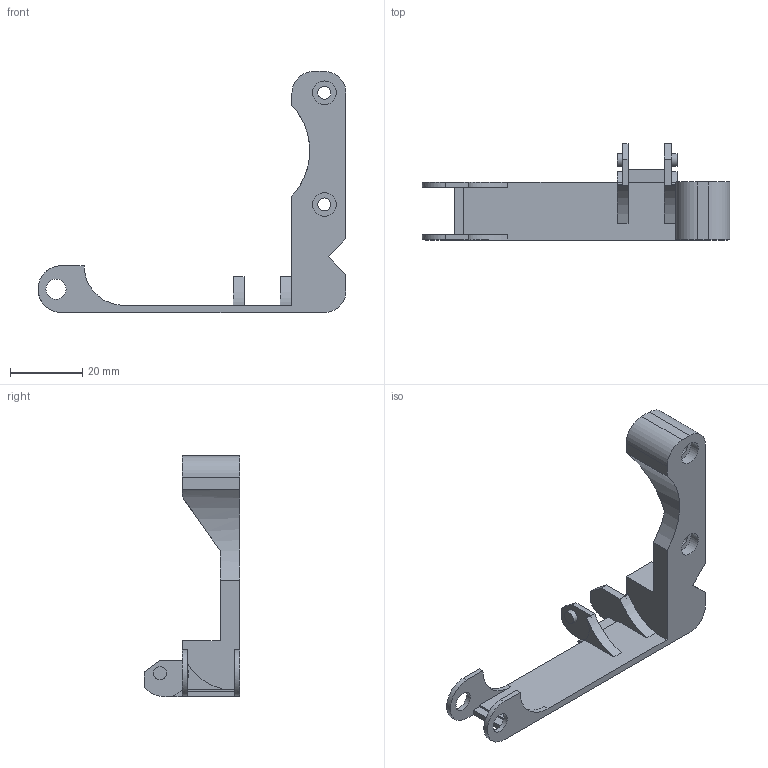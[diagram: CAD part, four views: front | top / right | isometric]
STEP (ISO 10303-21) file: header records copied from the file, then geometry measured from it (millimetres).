
FILE_DESCRIPTION(('FreeCAD Model'),'2;1');
FILE_NAME('x-axis-chain-cable-holder.stp','2014-11-10T20:09:47',('FreeCAD'),('FreeCAD'), 'Open CASCADE STEP processor 6.7','FreeCAD','Unknown');
FILE_SCHEMA(('AUTOMOTIVE_DESIGN_CC2 { 1 2 10303 214 -1 1 5 4 }'));
Length unit declared in the file: millimetre
Products named in the file (1): x-axis-chain-cable-holder
Bounding box: 85.5 x 26.65 x 66.93 mm (x, y, z)
Volume: 12154.9 mm3; surface area: 7655.9 mm2
Topology: 1 solids, 1 shells, 68 faces, 187 edges, 125 vertices
Faces by surface type: plane 44, cylinder 24
Full cylindrical faces by diameter (mm): 3.6 x4, 5.6 x2, 6.6 x2
Entity records: 4657 total; most frequent: CARTESIAN_POINT 967, DIRECTION 666, LINE 396, VECTOR 396, ORIENTED_EDGE 374, PCURVE 374, DEFINITIONAL_REPRESENTATION 374, EDGE_CURVE 187
